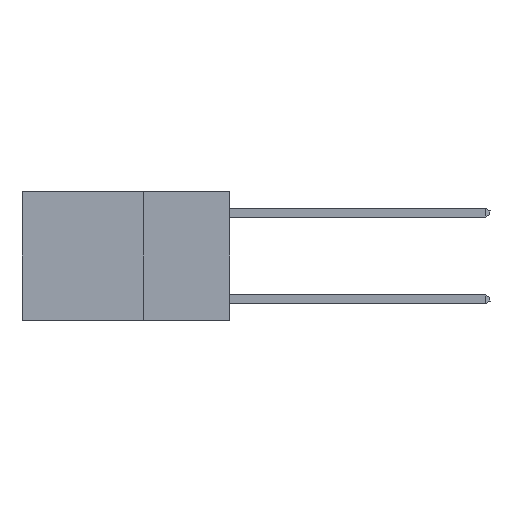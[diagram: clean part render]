
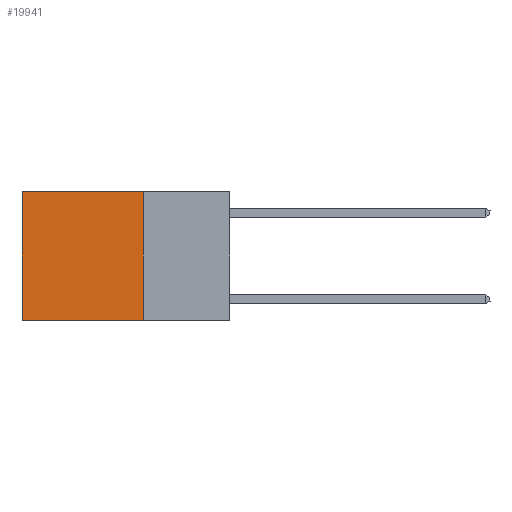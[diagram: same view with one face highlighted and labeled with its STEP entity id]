
A CAD part, left-side view. The second image highlights one B-rep face of the part: STEP entity #19941.
In plain terms, the highlighted planar face has unit normal (-1, 0, 0).
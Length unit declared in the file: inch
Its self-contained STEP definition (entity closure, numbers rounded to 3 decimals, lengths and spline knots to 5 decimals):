
#179 = CARTESIAN_POINT ( 'NONE',  ( 0.2625, 0.25, 0. ) ) ;
#703 = CARTESIAN_POINT ( 'NONE',  ( 0.2625, 0.25, -0.37 ) ) ;
#1131 = VECTOR ( 'NONE', #7401, 39.37008 ) ;
#1155 = DIRECTION ( 'NONE',  ( 0., 0., -1. ) ) ;
#2856 = LINE ( 'NONE', #26592, #1131 ) ;
#5594 = VECTOR ( 'NONE', #8096, 39.37008 ) ;
#6833 = CARTESIAN_POINT ( 'NONE',  ( 0.2625, 0.6, 0. ) ) ;
#7177 = AXIS2_PLACEMENT_3D ( 'NONE', #16137, #20512, #1155 ) ;
#7401 = DIRECTION ( 'NONE',  ( 0., 0., -1. ) ) ;
#8096 = DIRECTION ( 'NONE',  ( 0., 1., 0. ) ) ;
#8226 = CARTESIAN_POINT ( 'NONE',  ( 0.2625, 0.25, -0.37 ) ) ;
#8938 = ORIENTED_EDGE ( 'NONE', *, *, #25248, .T. ) ;
#9721 = ORIENTED_EDGE ( 'NONE', *, *, #12395, .F. ) ;
#9759 = CARTESIAN_POINT ( 'NONE',  ( 0.2625, 0.6, -0.37 ) ) ;
#10784 = CARTESIAN_POINT ( 'NONE',  ( 0.2625, 0.25, 0. ) ) ;
#11455 = VECTOR ( 'NONE', #18954, 39.37008 ) ;
#11788 = CARTESIAN_POINT ( 'NONE',  ( 0.2625, 0.25, 0. ) ) ;
#12194 = FACE_OUTER_BOUND ( 'NONE', #24877, .T. ) ;
#12324 = LINE ( 'NONE', #8226, #5594 ) ;
#12395 = EDGE_CURVE ( 'NONE', #20323, #17340, #12324, .T. ) ;
#12770 = EDGE_CURVE ( 'NONE', #23623, #20323, #12896, .T. ) ;
#12896 = LINE ( 'NONE', #10784, #11455 ) ;
#15558 = EDGE_CURVE ( 'NONE', #23623, #23820, #27846, .T. ) ;
#16137 = CARTESIAN_POINT ( 'NONE',  ( 0.2625, 0.25, 0. ) ) ;
#16977 = DIRECTION ( 'NONE',  ( 0., 1., 0. ) ) ;
#17340 = VERTEX_POINT ( 'NONE', #9759 ) ;
#17408 = VECTOR ( 'NONE', #16977, 39.37008 ) ;
#18373 = PLANE ( 'NONE',  #7177 ) ;
#18954 = DIRECTION ( 'NONE',  ( 0., 0., -1. ) ) ;
#19941 = ADVANCED_FACE ( 'NONE', ( #12194 ), #18373, .F. ) ;
#20323 = VERTEX_POINT ( 'NONE', #703 ) ;
#20512 = DIRECTION ( 'NONE',  ( 1., 0., 0. ) ) ;
#20570 = ORIENTED_EDGE ( 'NONE', *, *, #12770, .F. ) ;
#23596 = ORIENTED_EDGE ( 'NONE', *, *, #15558, .T. ) ;
#23623 = VERTEX_POINT ( 'NONE', #11788 ) ;
#23820 = VERTEX_POINT ( 'NONE', #6833 ) ;
#24877 = EDGE_LOOP ( 'NONE', ( #8938, #9721, #20570, #23596 ) ) ;
#25248 = EDGE_CURVE ( 'NONE', #23820, #17340, #2856, .T. ) ;
#26592 = CARTESIAN_POINT ( 'NONE',  ( 0.2625, 0.6, 0. ) ) ;
#27846 = LINE ( 'NONE', #179, #17408 ) ;
